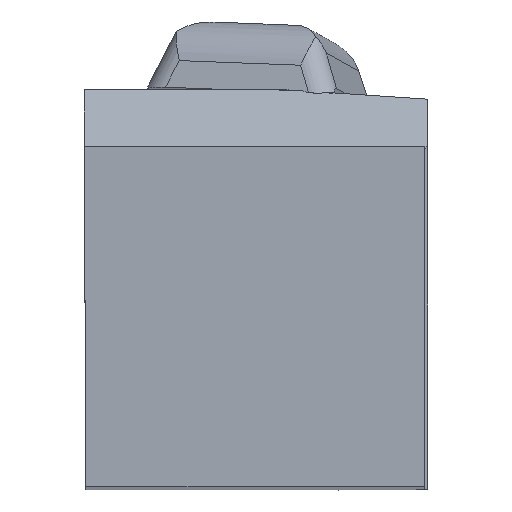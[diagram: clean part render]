
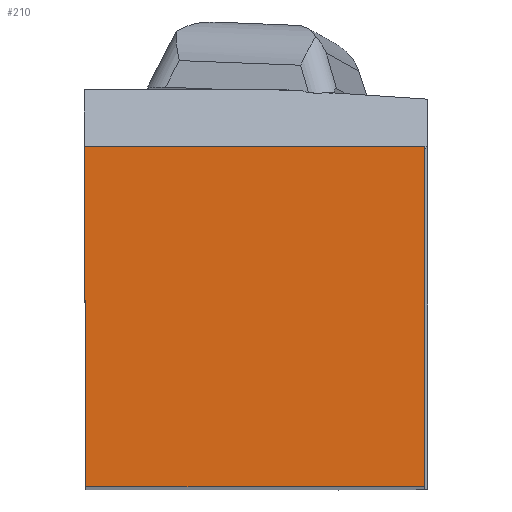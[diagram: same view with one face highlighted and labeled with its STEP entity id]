
A CAD part, top view. The second image highlights one B-rep face of the part: STEP entity #210.
In plain terms, the highlighted planar face has unit normal (0, 0, 1).
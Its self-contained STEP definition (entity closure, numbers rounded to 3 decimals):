
#149=FACE_OUTER_BOUND('',#581,.T.);
#210=ADVANCED_FACE('BLANK_BOXF006',(#149),#266,.F.);
#266=PLANE('',#1379);
#342=LINE('',#1988,#466);
#349=LINE('',#2003,#473);
#359=LINE('',#2021,#483);
#360=LINE('',#2023,#484);
#466=VECTOR('',#1571,1.);
#473=VECTOR('',#1580,1.);
#483=VECTOR('',#1596,1.);
#484=VECTOR('',#1597,1.);
#581=EDGE_LOOP('',(#741,#742,#743,#744));
#741=ORIENTED_EDGE('',*,*,#1158,.T.);
#742=ORIENTED_EDGE('',*,*,#1159,.T.);
#743=ORIENTED_EDGE('',*,*,#1141,.T.);
#744=ORIENTED_EDGE('',*,*,#1148,.T.);
#1014=VERTEX_POINT('',#1987);
#1015=VERTEX_POINT('',#1989);
#1021=VERTEX_POINT('',#2002);
#1027=VERTEX_POINT('',#2022);
#1141=EDGE_CURVE('',#1015,#1014,#342,.T.);
#1148=EDGE_CURVE('',#1014,#1021,#349,.T.);
#1158=EDGE_CURVE('',#1021,#1027,#359,.T.);
#1159=EDGE_CURVE('',#1027,#1015,#360,.T.);
#1379=AXIS2_PLACEMENT_3D('',#2024,#1598,#1599);
#1571=DIRECTION('',(0.004,-1.,0.));
#1580=DIRECTION('',(1.,0.,0.));
#1596=DIRECTION('',(0.,1.,0.));
#1597=DIRECTION('',(-1.,0.,0.));
#1598=DIRECTION('',(0.,0.,-1.));
#1599=DIRECTION('',(1.,0.,0.));
#1987=CARTESIAN_POINT('',(0.139,0.,0.));
#1988=CARTESIAN_POINT('',(-0.678,187.348,0.));
#1989=CARTESIAN_POINT('',(0.,31.85,0.));
#2002=CARTESIAN_POINT('',(31.85,0.,0.));
#2003=CARTESIAN_POINT('',(-187.35,0.,0.));
#2021=CARTESIAN_POINT('',(31.85,-187.35,0.));
#2022=CARTESIAN_POINT('',(31.85,31.85,0.));
#2023=CARTESIAN_POINT('',(187.35,31.85,0.));
#2024=CARTESIAN_POINT('',(43.35,-5.,0.));
